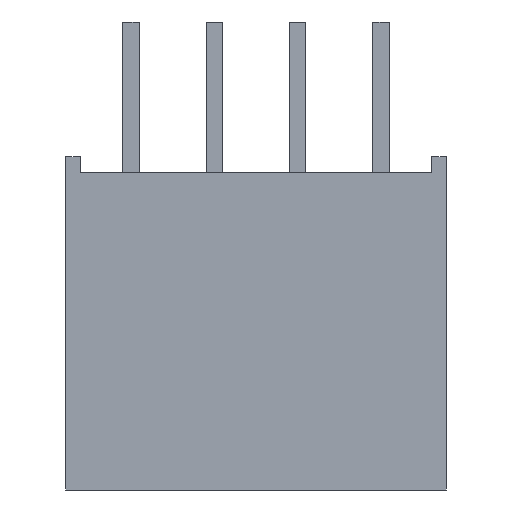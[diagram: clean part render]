
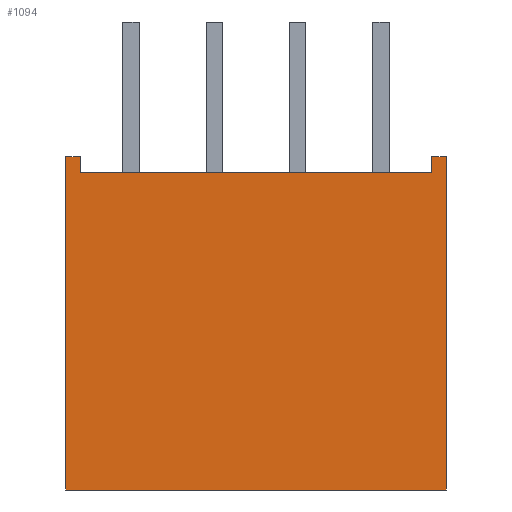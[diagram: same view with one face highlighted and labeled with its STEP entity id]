
A CAD part, front view. The second image highlights one B-rep face of the part: STEP entity #1094.
In plain terms, the highlighted planar face has unit normal (0, -1, 0).
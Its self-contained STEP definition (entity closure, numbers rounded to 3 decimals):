
#200 = VECTOR ( 'NONE', #3447, 1000. ) ;
#335 = VERTEX_POINT ( 'NONE', #1252 ) ;
#435 = VECTOR ( 'NONE', #1461, 1000. ) ;
#509 = CARTESIAN_POINT ( 'NONE',  ( -5.35, -3., 10.16 ) ) ;
#875 = EDGE_CURVE ( 'NONE', #1997, #6867, #5512, .T. ) ;
#1094 = ADVANCED_FACE ( 'NONE', ( #1347 ), #4786, .F. ) ;
#1175 = EDGE_LOOP ( 'NONE', ( #7195, #3423, #6201, #5367, #3679, #3846, #4212, #3049 ) ) ;
#1252 = CARTESIAN_POINT ( 'NONE',  ( 5.35, -3., 9.66 ) ) ;
#1284 = VECTOR ( 'NONE', #6705, 1000. ) ;
#1347 = FACE_OUTER_BOUND ( 'NONE', #1175, .T. ) ;
#1461 = DIRECTION ( 'NONE',  ( 1., 0., 0. ) ) ;
#1532 = EDGE_CURVE ( 'NONE', #6657, #6867, #4548, .T. ) ;
#1533 = LINE ( 'NONE', #2793, #435 ) ;
#1572 = LINE ( 'NONE', #5573, #2659 ) ;
#1625 = EDGE_CURVE ( 'NONE', #3278, #3703, #1887, .T. ) ;
#1887 = LINE ( 'NONE', #5963, #7379 ) ;
#1997 = VERTEX_POINT ( 'NONE', #5137 ) ;
#2155 = VECTOR ( 'NONE', #6378, 1000. ) ;
#2179 = VECTOR ( 'NONE', #7111, 1000. ) ;
#2268 = CARTESIAN_POINT ( 'NONE',  ( 5.8, -3., 10.16 ) ) ;
#2365 = CARTESIAN_POINT ( 'NONE',  ( 5.35, -3., 9.66 ) ) ;
#2659 = VECTOR ( 'NONE', #3388, 1000. ) ;
#2749 = EDGE_CURVE ( 'NONE', #1997, #335, #1533, .T. ) ;
#2793 = CARTESIAN_POINT ( 'NONE',  ( -5.8, -3., 9.66 ) ) ;
#3028 = EDGE_CURVE ( 'NONE', #6414, #3278, #4043, .T. ) ;
#3049 = ORIENTED_EDGE ( 'NONE', *, *, #7222, .F. ) ;
#3058 = CARTESIAN_POINT ( 'NONE',  ( 5.35, -3., 10.16 ) ) ;
#3181 = DIRECTION ( 'NONE',  ( 0., 0., 1. ) ) ;
#3278 = VERTEX_POINT ( 'NONE', #6560 ) ;
#3388 = DIRECTION ( 'NONE',  ( 1., 0., 0. ) ) ;
#3419 = CARTESIAN_POINT ( 'NONE',  ( 5.8, -3., 10.16 ) ) ;
#3423 = ORIENTED_EDGE ( 'NONE', *, *, #2749, .F. ) ;
#3447 = DIRECTION ( 'NONE',  ( 0., 0., -1. ) ) ;
#3476 = CARTESIAN_POINT ( 'NONE',  ( -5.8, -3., 10.16 ) ) ;
#3512 = EDGE_CURVE ( 'NONE', #6160, #335, #3558, .T. ) ;
#3558 = LINE ( 'NONE', #2365, #200 ) ;
#3679 = ORIENTED_EDGE ( 'NONE', *, *, #6706, .F. ) ;
#3703 = VERTEX_POINT ( 'NONE', #4567 ) ;
#3846 = ORIENTED_EDGE ( 'NONE', *, *, #1625, .F. ) ;
#4043 = LINE ( 'NONE', #2268, #2155 ) ;
#4084 = LINE ( 'NONE', #3476, #2179 ) ;
#4123 = DIRECTION ( 'NONE',  ( 1., 0., 0. ) ) ;
#4198 = DIRECTION ( 'NONE',  ( -1., 0., 0. ) ) ;
#4212 = ORIENTED_EDGE ( 'NONE', *, *, #3028, .F. ) ;
#4364 = CARTESIAN_POINT ( 'NONE',  ( -5.35, -3., 9.66 ) ) ;
#4548 = LINE ( 'NONE', #6116, #6145 ) ;
#4567 = CARTESIAN_POINT ( 'NONE',  ( -5.8, -3., 0. ) ) ;
#4786 = PLANE ( 'NONE',  #5542 ) ;
#5137 = CARTESIAN_POINT ( 'NONE',  ( -5.35, -3., 9.66 ) ) ;
#5367 = ORIENTED_EDGE ( 'NONE', *, *, #1532, .F. ) ;
#5503 = CARTESIAN_POINT ( 'NONE',  ( -5.8, -3., 10.16 ) ) ;
#5512 = LINE ( 'NONE', #4364, #1284 ) ;
#5542 = AXIS2_PLACEMENT_3D ( 'NONE', #5503, #6616, #3181 ) ;
#5573 = CARTESIAN_POINT ( 'NONE',  ( 0., -3., 10.16 ) ) ;
#5963 = CARTESIAN_POINT ( 'NONE',  ( -5.8, -3., 0. ) ) ;
#6116 = CARTESIAN_POINT ( 'NONE',  ( 0., -3., 10.16 ) ) ;
#6145 = VECTOR ( 'NONE', #4123, 1000. ) ;
#6160 = VERTEX_POINT ( 'NONE', #3058 ) ;
#6201 = ORIENTED_EDGE ( 'NONE', *, *, #875, .T. ) ;
#6378 = DIRECTION ( 'NONE',  ( 0., 0., -1. ) ) ;
#6414 = VERTEX_POINT ( 'NONE', #3419 ) ;
#6460 = CARTESIAN_POINT ( 'NONE',  ( -5.8, -3., 10.16 ) ) ;
#6560 = CARTESIAN_POINT ( 'NONE',  ( 5.8, -3., 0. ) ) ;
#6616 = DIRECTION ( 'NONE',  ( 0., 1., 0. ) ) ;
#6657 = VERTEX_POINT ( 'NONE', #6460 ) ;
#6705 = DIRECTION ( 'NONE',  ( 0., 0., 1. ) ) ;
#6706 = EDGE_CURVE ( 'NONE', #3703, #6657, #4084, .T. ) ;
#6867 = VERTEX_POINT ( 'NONE', #509 ) ;
#7111 = DIRECTION ( 'NONE',  ( 0., 0., 1. ) ) ;
#7195 = ORIENTED_EDGE ( 'NONE', *, *, #3512, .T. ) ;
#7222 = EDGE_CURVE ( 'NONE', #6160, #6414, #1572, .T. ) ;
#7379 = VECTOR ( 'NONE', #4198, 1000. ) ;
